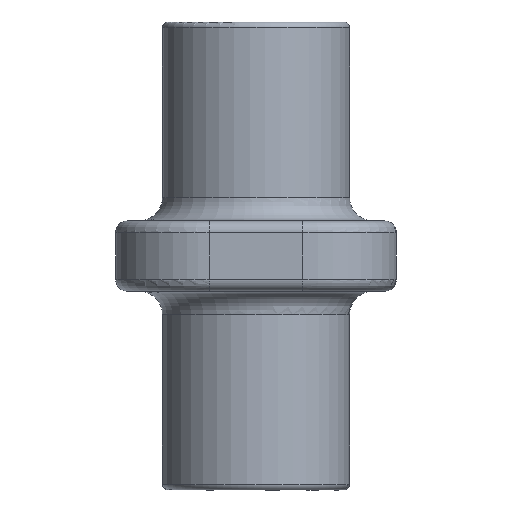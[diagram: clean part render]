
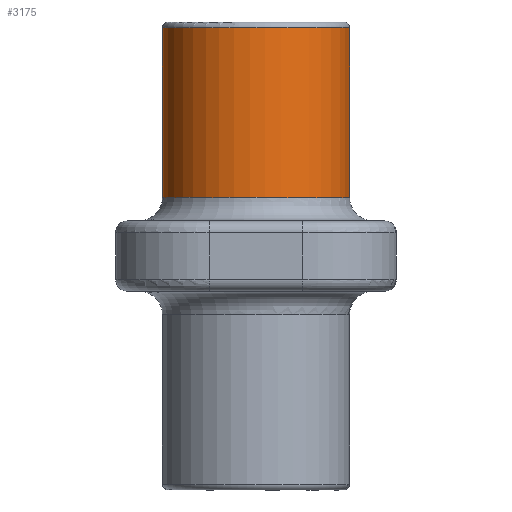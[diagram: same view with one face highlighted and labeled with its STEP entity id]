
A CAD part, front view. The second image highlights one B-rep face of the part: STEP entity #3175.
In plain terms, the highlighted cylindrical face has radius 25.4 mm (diameter 50.8 mm), a partial arc.
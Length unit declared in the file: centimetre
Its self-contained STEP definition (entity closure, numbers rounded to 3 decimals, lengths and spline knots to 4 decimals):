
#29 = CARTESIAN_POINT ( 'NONE',  ( 2.4103, -0.8184, 1.5875 ) ) ;
#98 = VECTOR ( 'NONE', #1607, 100. ) ;
#132 = ORIENTED_EDGE ( 'NONE', *, *, #723, .F. ) ;
#149 = CARTESIAN_POINT ( 'NONE',  ( 1.6785, -1.9136, 6.1912 ) ) ;
#168 = CARTESIAN_POINT ( 'NONE',  ( -2.54, -0.1662, 6.1913 ) ) ;
#199 = CARTESIAN_POINT ( 'NONE',  ( 2.5236, -0.3325, 6.1912 ) ) ;
#209 = VECTOR ( 'NONE', #1979, 100. ) ;
#219 = CARTESIAN_POINT ( 'NONE',  ( -0.1662, -2.54, 6.1913 ) ) ;
#308 = CARTESIAN_POINT ( 'NONE',  ( -2.54, 0., 1.5875 ) ) ;
#326 = CARTESIAN_POINT ( 'NONE',  ( -2.54, 0., 6.1913 ) ) ;
#328 = CARTESIAN_POINT ( 'NONE',  ( -2.4588, -0.6586, 1.5875 ) ) ;
#415 = ORIENTED_EDGE ( 'NONE', *, *, #2290, .T. ) ;
#429 = CARTESIAN_POINT ( 'NONE',  ( -1.9136, -1.6785, 6.1912 ) ) ;
#461 = CARTESIAN_POINT ( 'NONE',  ( -0.8184, -2.4103, 6.1913 ) ) ;
#504 = DIRECTION ( 'NONE',  ( -1., 0., 0. ) ) ;
#515 = CARTESIAN_POINT ( 'NONE',  ( -0.1662, -2.54, 1.5875 ) ) ;
#532 = CARTESIAN_POINT ( 'NONE',  ( -1.9136, -1.6785, 1.5875 ) ) ;
#553 = CARTESIAN_POINT ( 'NONE',  ( 2.2043, -1.2729, 1.5875 ) ) ;
#570 = CARTESIAN_POINT ( 'NONE',  ( 0.1662, -2.54, 1.5875 ) ) ;
#586 = CARTESIAN_POINT ( 'NONE',  ( 0.6586, -2.4588, 1.5875 ) ) ;
#669 = CARTESIAN_POINT ( 'NONE',  ( 1.5494, -2.0196, 6.1913 ) ) ;
#704 = CARTESIAN_POINT ( 'NONE',  ( 0.3325, -2.5236, 6.1913 ) ) ;
#723 = EDGE_CURVE ( 'NONE', #866, #1988, #1588, .T. ) ;
#796 = CARTESIAN_POINT ( 'NONE',  ( 0.8184, -2.4103, 1.5875 ) ) ;
#811 = VERTEX_POINT ( 'NONE', #2279 ) ;
#812 = CARTESIAN_POINT ( 'NONE',  ( -0.8184, -2.4103, 1.5875 ) ) ;
#831 = CARTESIAN_POINT ( 'NONE',  ( 2.54, -0.1662, 1.5875 ) ) ;
#848 = CARTESIAN_POINT ( 'NONE',  ( 2.5236, -0.3325, 1.5875 ) ) ;
#866 = VERTEX_POINT ( 'NONE', #2034 ) ;
#930 = CARTESIAN_POINT ( 'NONE',  ( 0.8184, -2.4103, 6.1912 ) ) ;
#961 = CARTESIAN_POINT ( 'NONE',  ( 1.2729, -2.2043, 6.1913 ) ) ;
#980 = CARTESIAN_POINT ( 'NONE',  ( -1.6785, -1.9136, 6.1912 ) ) ;
#1036 = CARTESIAN_POINT ( 'NONE',  ( 1.6785, -1.9136, 1.5875 ) ) ;
#1053 = CARTESIAN_POINT ( 'NONE',  ( -2.54, -0.1662, 1.5875 ) ) ;
#1085 = CARTESIAN_POINT ( 'NONE',  ( 1.5494, -2.0196, 1.5875 ) ) ;
#1105 = CARTESIAN_POINT ( 'NONE',  ( -0.6586, -2.4588, 1.5875 ) ) ;
#1200 = AXIS2_PLACEMENT_3D ( 'NONE', #2584, #2881, #504 ) ;
#1202 = CARTESIAN_POINT ( 'NONE',  ( 2.2043, -1.2729, 6.1912 ) ) ;
#1216 = CARTESIAN_POINT ( 'NONE',  ( 0.6586, -2.4588, 6.1913 ) ) ;
#1233 = CARTESIAN_POINT ( 'NONE',  ( -1.1256, -2.283, 6.1913 ) ) ;
#1334 = B_SPLINE_CURVE_WITH_KNOTS ( 'NONE', 3,
 ( #308, #1053, #2892, #328, #2167, #2696, #1839, #1361, #532, #2908, #3153, #3169, #2961, #812, #1105, #3412, #515, #570, #3222, #586, #796, #2407, #2374, #1085, #1036, #1571, #1873, #553, #2629, #29, #3206, #848, #831, #1611 ),
 .UNSPECIFIED., .F., .F.,
 ( 4, 2, 2, 2, 2, 2, 2, 2, 2, 2, 2, 2, 2, 2, 2, 2, 4 ),
 ( 0., 0.0625, 0.125, 0.1875, 0.25, 0.3125, 0.375, 0.4375, 0.5, 0.5625, 0.625, 0.6875, 0.75, 0.8125, 0.875, 0.9375, 1. ),
 .UNSPECIFIED. ) ;
#1361 = CARTESIAN_POINT ( 'NONE',  ( -2.0196, -1.5494, 1.5875 ) ) ;
#1394 = ORIENTED_EDGE ( 'NONE', *, *, #1719, .F. ) ;
#1483 = CARTESIAN_POINT ( 'NONE',  ( -0.6586, -2.4588, 6.1913 ) ) ;
#1500 = CARTESIAN_POINT ( 'NONE',  ( 2.54, 0., 6.1913 ) ) ;
#1516 = CARTESIAN_POINT ( 'NONE',  ( -2.5236, -0.3325, 6.1913 ) ) ;
#1532 = CARTESIAN_POINT ( 'NONE',  ( -2.0196, -1.5494, 6.1913 ) ) ;
#1571 = CARTESIAN_POINT ( 'NONE',  ( 1.9136, -1.6785, 1.5875 ) ) ;
#1588 = LINE ( 'NONE', #3182, #98 ) ;
#1591 = VERTEX_POINT ( 'NONE', #326 ) ;
#1607 = DIRECTION ( 'NONE',  ( 0., 0., -1. ) ) ;
#1611 = CARTESIAN_POINT ( 'NONE',  ( 2.54, 0., 1.5875 ) ) ;
#1637 = CARTESIAN_POINT ( 'NONE',  ( -2.54, 0., 6.35 ) ) ;
#1719 = EDGE_CURVE ( 'NONE', #1591, #866, #2910, .T. ) ;
#1764 = CARTESIAN_POINT ( 'NONE',  ( 2.54, -0.1662, 6.1913 ) ) ;
#1781 = CARTESIAN_POINT ( 'NONE',  ( -2.4103, -0.8184, 6.1913 ) ) ;
#1827 = CYLINDRICAL_SURFACE ( 'NONE', #1200, 2.54 ) ;
#1839 = CARTESIAN_POINT ( 'NONE',  ( -2.2043, -1.2729, 1.5875 ) ) ;
#1873 = CARTESIAN_POINT ( 'NONE',  ( 2.0196, -1.5494, 1.5875 ) ) ;
#1900 = LINE ( 'NONE', #1637, #209 ) ;
#1979 = DIRECTION ( 'NONE',  ( 0., 0., -1. ) ) ;
#1988 = VERTEX_POINT ( 'NONE', #3173 ) ;
#2034 = CARTESIAN_POINT ( 'NONE',  ( 2.54, 0., 6.1913 ) ) ;
#2040 = CARTESIAN_POINT ( 'NONE',  ( 2.4588, -0.6586, 6.1913 ) ) ;
#2051 = ORIENTED_EDGE ( 'NONE', *, *, #2983, .T. ) ;
#2167 = CARTESIAN_POINT ( 'NONE',  ( -2.4103, -0.8184, 1.5875 ) ) ;
#2249 = CARTESIAN_POINT ( 'NONE',  ( -2.4588, -0.6586, 6.1913 ) ) ;
#2279 = CARTESIAN_POINT ( 'NONE',  ( -2.54, 0., 1.5875 ) ) ;
#2290 = EDGE_CURVE ( 'NONE', #811, #1988, #1334, .T. ) ;
#2328 = FACE_OUTER_BOUND ( 'NONE', #2384, .T. ) ;
#2374 = CARTESIAN_POINT ( 'NONE',  ( 1.2729, -2.2043, 1.5875 ) ) ;
#2384 = EDGE_LOOP ( 'NONE', ( #132, #1394, #2051, #415 ) ) ;
#2407 = CARTESIAN_POINT ( 'NONE',  ( 1.1256, -2.283, 1.5875 ) ) ;
#2540 = CARTESIAN_POINT ( 'NONE',  ( 0.1662, -2.54, 6.1912 ) ) ;
#2554 = CARTESIAN_POINT ( 'NONE',  ( -2.2043, -1.2729, 6.1913 ) ) ;
#2572 = CARTESIAN_POINT ( 'NONE',  ( 2.4103, -0.8184, 6.1913 ) ) ;
#2584 = CARTESIAN_POINT ( 'NONE',  ( 0., 0., 6.35 ) ) ;
#2590 = CARTESIAN_POINT ( 'NONE',  ( -1.5494, -2.0196, 6.1913 ) ) ;
#2629 = CARTESIAN_POINT ( 'NONE',  ( 2.283, -1.1256, 1.5875 ) ) ;
#2696 = CARTESIAN_POINT ( 'NONE',  ( -2.283, -1.1256, 1.5875 ) ) ;
#2800 = CARTESIAN_POINT ( 'NONE',  ( -0.3325, -2.5236, 6.1913 ) ) ;
#2818 = CARTESIAN_POINT ( 'NONE',  ( 2.283, -1.1256, 6.1913 ) ) ;
#2881 = DIRECTION ( 'NONE',  ( 0., 0., -1. ) ) ;
#2892 = CARTESIAN_POINT ( 'NONE',  ( -2.5236, -0.3325, 1.5875 ) ) ;
#2908 = CARTESIAN_POINT ( 'NONE',  ( -1.6785, -1.9136, 1.5875 ) ) ;
#2910 = B_SPLINE_CURVE_WITH_KNOTS ( 'NONE', 3,
 ( #3335, #168, #1516, #2249, #1781, #3041, #2554, #1532, #429, #980, #2590, #3352, #1233, #461, #1483, #2800, #219, #2540, #704, #1216, #930, #3098, #961, #669, #149, #3078, #3371, #1202, #2818, #2572, #2040, #199, #1764, #1500 ),
 .UNSPECIFIED., .F., .F.,
 ( 4, 2, 2, 2, 2, 2, 2, 2, 2, 2, 2, 2, 2, 2, 2, 2, 4 ),
 ( 0., 0.0625, 0.125, 0.1875, 0.25, 0.3125, 0.375, 0.4375, 0.5, 0.5625, 0.625, 0.6875, 0.75, 0.8125, 0.875, 0.9375, 1. ),
 .UNSPECIFIED. ) ;
#2961 = CARTESIAN_POINT ( 'NONE',  ( -1.1256, -2.283, 1.5875 ) ) ;
#2983 = EDGE_CURVE ( 'NONE', #1591, #811, #1900, .T. ) ;
#3041 = CARTESIAN_POINT ( 'NONE',  ( -2.283, -1.1256, 6.1913 ) ) ;
#3078 = CARTESIAN_POINT ( 'NONE',  ( 1.9136, -1.6785, 6.1913 ) ) ;
#3098 = CARTESIAN_POINT ( 'NONE',  ( 1.1256, -2.283, 6.1912 ) ) ;
#3153 = CARTESIAN_POINT ( 'NONE',  ( -1.5494, -2.0196, 1.5875 ) ) ;
#3169 = CARTESIAN_POINT ( 'NONE',  ( -1.2729, -2.2043, 1.5875 ) ) ;
#3173 = CARTESIAN_POINT ( 'NONE',  ( 2.54, 0., 1.5875 ) ) ;
#3175 = ADVANCED_FACE ( 'NONE', ( #2328 ), #1827, .T. ) ;
#3182 = CARTESIAN_POINT ( 'NONE',  ( 2.54, 0., 6.35 ) ) ;
#3206 = CARTESIAN_POINT ( 'NONE',  ( 2.4588, -0.6586, 1.5875 ) ) ;
#3222 = CARTESIAN_POINT ( 'NONE',  ( 0.3325, -2.5236, 1.5875 ) ) ;
#3335 = CARTESIAN_POINT ( 'NONE',  ( -2.54, 0., 6.1913 ) ) ;
#3352 = CARTESIAN_POINT ( 'NONE',  ( -1.2729, -2.2043, 6.1913 ) ) ;
#3371 = CARTESIAN_POINT ( 'NONE',  ( 2.0196, -1.5494, 6.1913 ) ) ;
#3412 = CARTESIAN_POINT ( 'NONE',  ( -0.3325, -2.5236, 1.5875 ) ) ;
